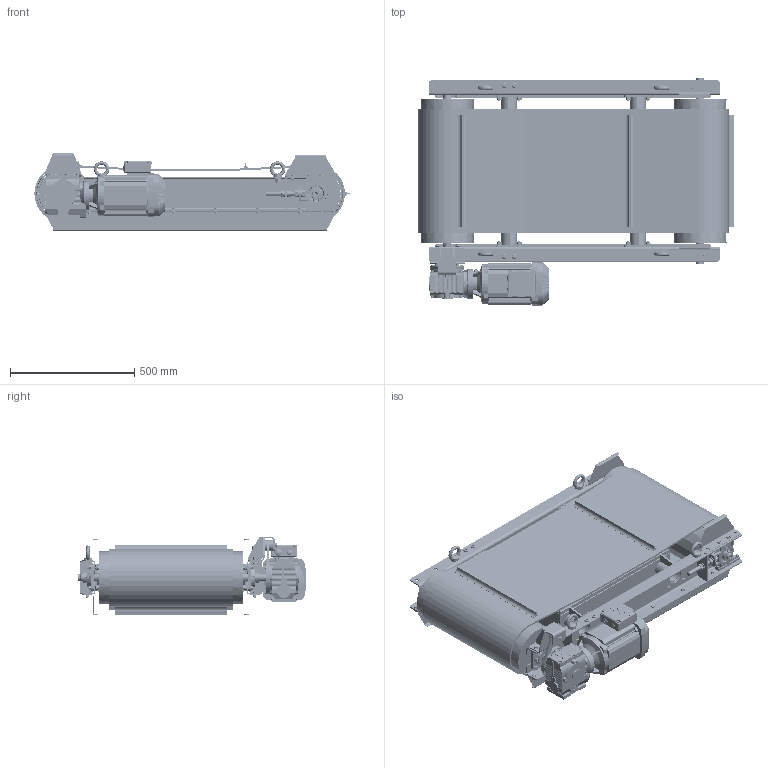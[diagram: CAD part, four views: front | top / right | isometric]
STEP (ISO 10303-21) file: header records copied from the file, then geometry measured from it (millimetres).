
FILE_DESCRIPTION(/* description */ (''),/* implementation_level */ '2;1');
FILE_NAME(/* name */ 'ROFC040320.stp',/* time_stamp */ '2023-03-01T15:47:58+01:00',/* author */ ('LF'),/* organization */ (''),/* preprocessor_version */ 'ST-DEVELOPER v18.1',/* originating_system */ 'Autodesk Inventor 2021',/* authorisation */ '');
FILE_SCHEMA (('AUTOMOTIVE_DESIGN { 1 0 10303 214 3 1 1 }'));
Length unit declared in the file: millimetre
Products named in the file (1): ROFC040320_Obal_1
Bounding box: 1270.86 x 919.28 x 313 mm (x, y, z)
Volume: 44508072.4 mm3; surface area: 9499846.9 mm2
Topology: 290 solids, 290 shells, 6572 faces, 15723 edges, 10087 vertices
Faces by surface type: plane 3303, cylinder 1609, cone 914, bspline 492, torus 206, sphere 48
Full cylindrical faces by diameter (mm): 1.6 x4, 3 x4, 4 x2, 4.8 x2, 4.917 x48, 5 x7, 6 x36, 6.6 x4, 6.647 x32, 6.92 x2, 7 x34, 7.323 x28, 8 x44, 8.376 x25, 8.4 x44, 9 x32, 9.188 x27, 9.7 x4, 9.8 x2, 10 x71, 10.106 x4, 10.4 x1, 10.5 x38, 11 x17, 11.4 x28, 11.5 x8, 12.4 x8, 13.835 x11, 14 x7, 14.8 x4
Entity records: 232879 total; most frequent: CARTESIAN_POINT 75761, ORIENTED_EDGE 31280, DIRECTION 30602, EDGE_CURVE 15640, AXIS2_PLACEMENT_3D 11333, VERTEX_POINT 10079, LINE 7936, VECTOR 7936
